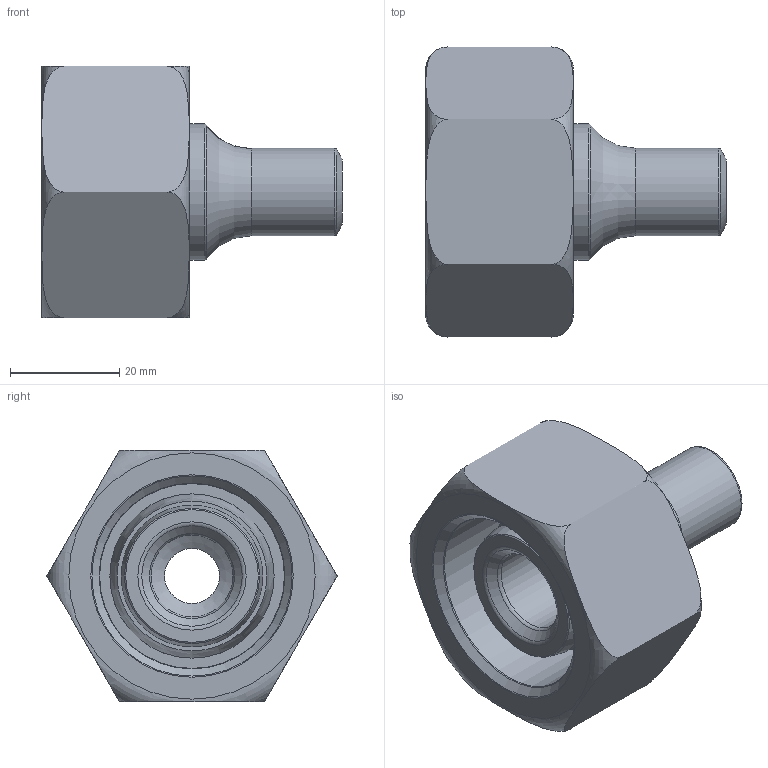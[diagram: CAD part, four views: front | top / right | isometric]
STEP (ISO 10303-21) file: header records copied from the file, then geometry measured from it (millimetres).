
FILE_DESCRIPTION(/* description */ (''),/* implementation_level */ '2;1');
FILE_NAME(/* name */ 'ARKM25-20.stp',/* time_stamp */ '2024-07-15T06:24:47+02:00',/* author */ (''),/* organization */ (''),/* preprocessor_version */ 'ST-DEVELOPER v16',/* originating_system */ 'SIEMENS PLM Software NX 10.0',/* authorisation */ '');
FILE_SCHEMA (('CONFIG_CONTROL_DESIGN'));
Length unit declared in the file: millimetre
Products named in the file (4): X-OR-25; X-ARK25-16; X-M25; ARKM25-20
Assembly tree (3 placements, depth 2):
  ARKM25-20
    X-M25
    X-ARK25-16
    X-OR-25
Bounding box: 55.01 x 53.12 x 46 mm (x, y, z)
Volume: 41584.7 mm3; surface area: 16035.5 mm2
Topology: 3 solids, 3 shells, 151 faces, 402 edges, 263 vertices
Faces by surface type: plane 103, cylinder 13, torus 13, cone 12, extrusion 9, revolution 1
Full cylindrical faces by diameter (mm): 10.045 x1, 15 x1, 16 x1, 24.91 x1, 25.225 x1, 30 x1, 33.835 x1
Entity records: 5460 total; most frequent: CARTESIAN_POINT 1846, ORIENTED_EDGE 712, DIRECTION 508, EDGE_CURVE 356, VERTEX_POINT 251, B_SPLINE_CURVE_WITH_KNOTS 209, AXIS2_PLACEMENT_3D 196, EDGE_LOOP 194
